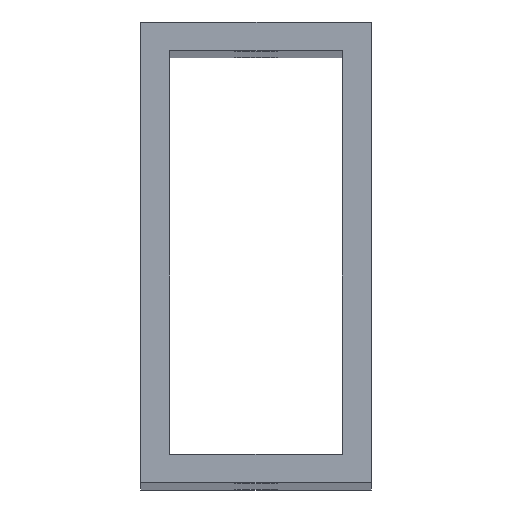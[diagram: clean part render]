
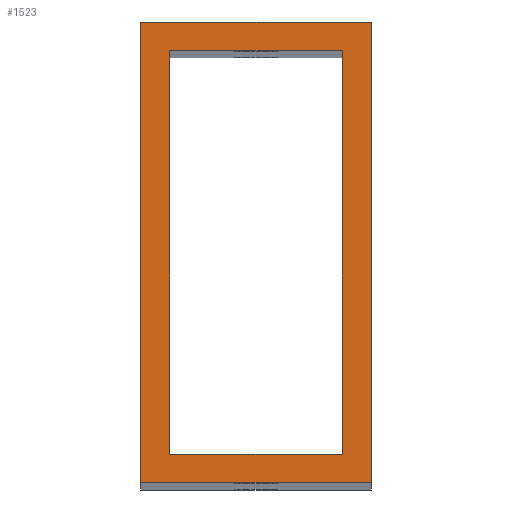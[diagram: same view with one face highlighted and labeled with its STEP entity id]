
A CAD part, top view. The second image highlights one B-rep face of the part: STEP entity #1523.
In plain terms, the highlighted planar face has unit normal (0, 0, 1).
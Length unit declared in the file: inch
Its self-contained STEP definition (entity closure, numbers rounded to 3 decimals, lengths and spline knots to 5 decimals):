
#2 = EDGE_LOOP ( 'NONE', ( #1020, #1552, #750, #1400 ) ) ;
#19 = VECTOR ( 'NONE', #403, 39.37008 ) ;
#92 = LINE ( 'NONE', #929, #542 ) ;
#156 = AXIS2_PLACEMENT_3D ( 'NONE', #1393, #1074, #1633 ) ;
#175 = DIRECTION ( 'NONE',  ( 0., 1., 0. ) ) ;
#187 = CARTESIAN_POINT ( 'NONE',  ( -0.375, 0.875, 17.5 ) ) ;
#257 = DIRECTION ( 'NONE',  ( -1., 0., 0. ) ) ;
#273 = LINE ( 'NONE', #677, #1789 ) ;
#297 = DIRECTION ( 'NONE',  ( 1., 0., 0. ) ) ;
#339 = CARTESIAN_POINT ( 'NONE',  ( -0.5, -1., 17.5 ) ) ;
#380 = EDGE_CURVE ( 'NONE', #1293, #767, #92, .T. ) ;
#403 = DIRECTION ( 'NONE',  ( -1., 0., 0. ) ) ;
#450 = VERTEX_POINT ( 'NONE', #1484 ) ;
#467 = VERTEX_POINT ( 'NONE', #1777 ) ;
#542 = VECTOR ( 'NONE', #1477, 39.37008 ) ;
#562 = CARTESIAN_POINT ( 'NONE',  ( 0.5, 1., 17.5 ) ) ;
#607 = LINE ( 'NONE', #1537, #853 ) ;
#610 = CARTESIAN_POINT ( 'NONE',  ( -0.5, 1., 17.5 ) ) ;
#660 = VECTOR ( 'NONE', #760, 39.37008 ) ;
#677 = CARTESIAN_POINT ( 'NONE',  ( -0.5, 0.875, 17.5 ) ) ;
#685 = FACE_OUTER_BOUND ( 'NONE', #1155, .T. ) ;
#726 = CARTESIAN_POINT ( 'NONE',  ( 0.375, -0.875, 17.5 ) ) ;
#743 = DIRECTION ( 'NONE',  ( 0., -1., 0. ) ) ;
#750 = ORIENTED_EDGE ( 'NONE', *, *, #1638, .F. ) ;
#760 = DIRECTION ( 'NONE',  ( 0., -1., 0. ) ) ;
#762 = CARTESIAN_POINT ( 'NONE',  ( 0.375, 0.875, 17.5 ) ) ;
#767 = VERTEX_POINT ( 'NONE', #762 ) ;
#851 = CARTESIAN_POINT ( 'NONE',  ( -0.375, 1., 17.5 ) ) ;
#853 = VECTOR ( 'NONE', #297, 39.37008 ) ;
#872 = LINE ( 'NONE', #610, #660 ) ;
#875 = EDGE_CURVE ( 'NONE', #1305, #1687, #933, .T. ) ;
#889 = DIRECTION ( 'NONE',  ( 1., 0., 0. ) ) ;
#929 = CARTESIAN_POINT ( 'NONE',  ( 0.375, 1., 17.5 ) ) ;
#932 = CARTESIAN_POINT ( 'NONE',  ( -0.375, -0.875, 17.5 ) ) ;
#933 = LINE ( 'NONE', #1395, #19 ) ;
#935 = VECTOR ( 'NONE', #743, 39.37008 ) ;
#1001 = LINE ( 'NONE', #851, #935 ) ;
#1020 = ORIENTED_EDGE ( 'NONE', *, *, #380, .F. ) ;
#1050 = ORIENTED_EDGE ( 'NONE', *, *, #1259, .T. ) ;
#1067 = LINE ( 'NONE', #339, #1137 ) ;
#1074 = DIRECTION ( 'NONE',  ( 0., 0., 1. ) ) ;
#1137 = VECTOR ( 'NONE', #889, 39.37008 ) ;
#1155 = EDGE_LOOP ( 'NONE', ( #1678, #1630, #1050, #1578 ) ) ;
#1167 = VERTEX_POINT ( 'NONE', #187 ) ;
#1212 = PLANE ( 'NONE',  #156 ) ;
#1255 = LINE ( 'NONE', #562, #1288 ) ;
#1259 = EDGE_CURVE ( 'NONE', #1687, #450, #872, .T. ) ;
#1288 = VECTOR ( 'NONE', #175, 39.37008 ) ;
#1293 = VERTEX_POINT ( 'NONE', #726 ) ;
#1305 = VERTEX_POINT ( 'NONE', #1701 ) ;
#1316 = CARTESIAN_POINT ( 'NONE',  ( -0.5, 1., 17.5 ) ) ;
#1393 = CARTESIAN_POINT ( 'NONE',  ( 0., 0., 17.5 ) ) ;
#1395 = CARTESIAN_POINT ( 'NONE',  ( -0.5, 1., 17.5 ) ) ;
#1400 = ORIENTED_EDGE ( 'NONE', *, *, #1485, .F. ) ;
#1437 = VERTEX_POINT ( 'NONE', #932 ) ;
#1477 = DIRECTION ( 'NONE',  ( 0., 1., 0. ) ) ;
#1484 = CARTESIAN_POINT ( 'NONE',  ( -0.5, -1., 17.5 ) ) ;
#1485 = EDGE_CURVE ( 'NONE', #767, #1167, #273, .T. ) ;
#1523 = ADVANCED_FACE ( 'NONE', ( #1787, #685 ), #1212, .T. ) ;
#1537 = CARTESIAN_POINT ( 'NONE',  ( -0.5, -0.875, 17.5 ) ) ;
#1552 = ORIENTED_EDGE ( 'NONE', *, *, #1662, .F. ) ;
#1578 = ORIENTED_EDGE ( 'NONE', *, *, #1803, .T. ) ;
#1598 = EDGE_CURVE ( 'NONE', #467, #1305, #1255, .T. ) ;
#1630 = ORIENTED_EDGE ( 'NONE', *, *, #875, .T. ) ;
#1633 = DIRECTION ( 'NONE',  ( 1., 0., 0. ) ) ;
#1638 = EDGE_CURVE ( 'NONE', #1167, #1437, #1001, .T. ) ;
#1662 = EDGE_CURVE ( 'NONE', #1437, #1293, #607, .T. ) ;
#1678 = ORIENTED_EDGE ( 'NONE', *, *, #1598, .T. ) ;
#1687 = VERTEX_POINT ( 'NONE', #1316 ) ;
#1701 = CARTESIAN_POINT ( 'NONE',  ( 0.5, 1., 17.5 ) ) ;
#1777 = CARTESIAN_POINT ( 'NONE',  ( 0.5, -1., 17.5 ) ) ;
#1787 = FACE_BOUND ( 'NONE', #2, .T. ) ;
#1789 = VECTOR ( 'NONE', #257, 39.37008 ) ;
#1803 = EDGE_CURVE ( 'NONE', #450, #467, #1067, .T. ) ;
